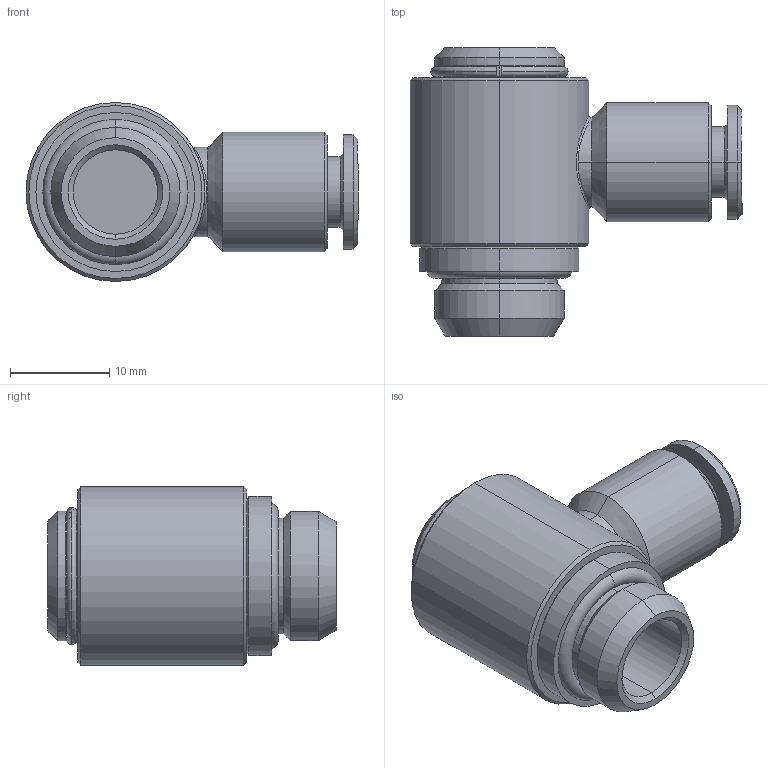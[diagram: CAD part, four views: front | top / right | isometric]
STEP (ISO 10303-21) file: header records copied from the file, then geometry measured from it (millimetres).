
FILE_DESCRIPTION (( 'STEP AP203' ), '1' );
FILE_NAME ('B0100032.STEP', '2011-03-25T09:58:59', ( '' ), ( 'sopra-pneumatic' ), 'SwSTEP 2.0', 'SolidWorks 2009', '' );
FILE_SCHEMA (( 'CONFIG_CONTROL_DESIGN' ));
Length unit declared in the file: millimetre
Products named in the file (1): B0100032
Bounding box: 33.4 x 29 x 18 mm (x, y, z)
Volume: 5791.4 mm3; surface area: 3787.6 mm2
Topology: 2 solids, 2 shells, 81 faces, 168 edges, 102 vertices
Faces by surface type: cylinder 28, cone 26, plane 21, torus 4, bspline 2
Entity records: 3255 total; most frequent: CARTESIAN_POINT 1424, DIRECTION 394, ORIENTED_EDGE 336, EDGE_CURVE 168, AXIS2_PLACEMENT_3D 164, VERTEX_POINT 102, EDGE_LOOP 94, CIRCLE 84
